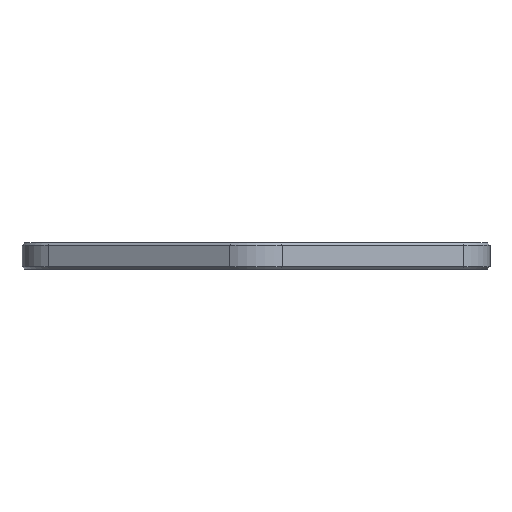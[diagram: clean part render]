
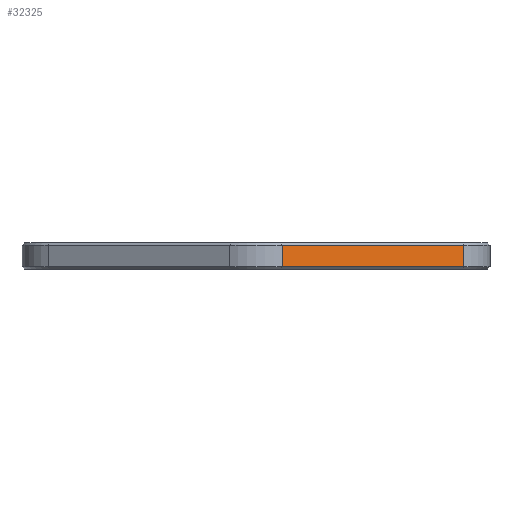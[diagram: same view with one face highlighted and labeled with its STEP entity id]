
A CAD part, front view. The second image highlights one B-rep face of the part: STEP entity #32325.
In plain terms, the highlighted planar face has unit normal (0.5, -0.866, 0).
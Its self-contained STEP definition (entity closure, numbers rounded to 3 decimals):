
#694 = PLANE('',#695);
#695 = AXIS2_PLACEMENT_3D('',#696,#697,#698);
#696 = CARTESIAN_POINT('',(3.05,-30.283,0.15));
#697 = DIRECTION('',(0.354,-0.612,-0.707));
#698 = DIRECTION('',(-0.866,-0.5,0.));
#12565 = VERTEX_POINT('',#12566);
#12566 = CARTESIAN_POINT('',(24.776,-17.913,0.3));
#12602 = CYLINDRICAL_SURFACE('',#12603,6.25);
#12603 = AXIS2_PLACEMENT_3D('',#12604,#12605,#12606);
#12604 = CARTESIAN_POINT('',(21.651,-12.5,0.));
#12605 = DIRECTION('',(-0.,-0.,-1.));
#12606 = DIRECTION('',(1.,0.,0.));
#12675 = VERTEX_POINT('',#12676);
#12676 = CARTESIAN_POINT('',(3.125,-30.413,0.3));
#12697 = EDGE_CURVE('',#12675,#12565,#12698,.T.);
#12698 = SURFACE_CURVE('',#12699,(#12703,#12710),.PCURVE_S1.);
#12699 = LINE('',#12700,#12701);
#12700 = CARTESIAN_POINT('',(3.125,-30.413,0.3));
#12701 = VECTOR('',#12702,1.);
#12702 = DIRECTION('',(0.866,0.5,0.));
#12703 = PCURVE('',#694,#12704);
#12704 = DEFINITIONAL_REPRESENTATION('',(#12705),#12709);
#12705 = LINE('',#12706,#12707);
#12706 = CARTESIAN_POINT('',(0.,-0.212));
#12707 = VECTOR('',#12708,1.);
#12708 = DIRECTION('',(-1.,0.));
#12709 = ( GEOMETRIC_REPRESENTATION_CONTEXT(2) 
PARAMETRIC_REPRESENTATION_CONTEXT() REPRESENTATION_CONTEXT('2D SPACE',''
  ) );
#12710 = PCURVE('',#12711,#12716);
#12711 = PLANE('',#12712);
#12712 = AXIS2_PLACEMENT_3D('',#12713,#12714,#12715);
#12713 = CARTESIAN_POINT('',(3.125,-30.413,0.));
#12714 = DIRECTION('',(-0.5,0.866,0.));
#12715 = DIRECTION('',(0.866,0.5,0.));
#12716 = DEFINITIONAL_REPRESENTATION('',(#12717),#12721);
#12717 = LINE('',#12718,#12719);
#12718 = CARTESIAN_POINT('',(0.,-0.3));
#12719 = VECTOR('',#12720,1.);
#12720 = DIRECTION('',(1.,0.));
#12721 = ( GEOMETRIC_REPRESENTATION_CONTEXT(2) 
PARAMETRIC_REPRESENTATION_CONTEXT() REPRESENTATION_CONTEXT('2D SPACE',''
  ) );
#12820 = CYLINDRICAL_SURFACE('',#12821,6.25);
#12821 = AXIS2_PLACEMENT_3D('',#12822,#12823,#12824);
#12822 = CARTESIAN_POINT('',(0.,-25.,0.));
#12823 = DIRECTION('',(-0.,-0.,-1.));
#12824 = DIRECTION('',(1.,0.,0.));
#32219 = EDGE_CURVE('',#12565,#32220,#32222,.T.);
#32220 = VERTEX_POINT('',#32221);
#32221 = CARTESIAN_POINT('',(24.776,-17.913,2.825));
#32222 = SURFACE_CURVE('',#32223,(#32227,#32234),.PCURVE_S1.);
#32223 = LINE('',#32224,#32225);
#32224 = CARTESIAN_POINT('',(24.776,-17.913,0.));
#32225 = VECTOR('',#32226,1.);
#32226 = DIRECTION('',(0.,0.,1.));
#32227 = PCURVE('',#12602,#32228);
#32228 = DEFINITIONAL_REPRESENTATION('',(#32229),#32233);
#32229 = LINE('',#32230,#32231);
#32230 = CARTESIAN_POINT('',(-5.236,0.));
#32231 = VECTOR('',#32232,1.);
#32232 = DIRECTION('',(-0.,-1.));
#32233 = ( GEOMETRIC_REPRESENTATION_CONTEXT(2) 
PARAMETRIC_REPRESENTATION_CONTEXT() REPRESENTATION_CONTEXT('2D SPACE',''
  ) );
#32234 = PCURVE('',#12711,#32235);
#32235 = DEFINITIONAL_REPRESENTATION('',(#32236),#32240);
#32236 = LINE('',#32237,#32238);
#32237 = CARTESIAN_POINT('',(25.,0.));
#32238 = VECTOR('',#32239,1.);
#32239 = DIRECTION('',(0.,-1.));
#32240 = ( GEOMETRIC_REPRESENTATION_CONTEXT(2) 
PARAMETRIC_REPRESENTATION_CONTEXT() REPRESENTATION_CONTEXT('2D SPACE',''
  ) );
#32325 = ADVANCED_FACE('',(#32326),#12711,.F.);
#32326 = FACE_BOUND('',#32327,.F.);
#32327 = EDGE_LOOP('',(#32328,#32351,#32377,#32378));
#32328 = ORIENTED_EDGE('',*,*,#32329,.T.);
#32329 = EDGE_CURVE('',#12675,#32330,#32332,.T.);
#32330 = VERTEX_POINT('',#32331);
#32331 = CARTESIAN_POINT('',(3.125,-30.413,2.825));
#32332 = SURFACE_CURVE('',#32333,(#32337,#32344),.PCURVE_S1.);
#32333 = LINE('',#32334,#32335);
#32334 = CARTESIAN_POINT('',(3.125,-30.413,0.));
#32335 = VECTOR('',#32336,1.);
#32336 = DIRECTION('',(0.,0.,1.));
#32337 = PCURVE('',#12711,#32338);
#32338 = DEFINITIONAL_REPRESENTATION('',(#32339),#32343);
#32339 = LINE('',#32340,#32341);
#32340 = CARTESIAN_POINT('',(0.,0.));
#32341 = VECTOR('',#32342,1.);
#32342 = DIRECTION('',(0.,-1.));
#32343 = ( GEOMETRIC_REPRESENTATION_CONTEXT(2) 
PARAMETRIC_REPRESENTATION_CONTEXT() REPRESENTATION_CONTEXT('2D SPACE',''
  ) );
#32344 = PCURVE('',#12820,#32345);
#32345 = DEFINITIONAL_REPRESENTATION('',(#32346),#32350);
#32346 = LINE('',#32347,#32348);
#32347 = CARTESIAN_POINT('',(-5.236,0.));
#32348 = VECTOR('',#32349,1.);
#32349 = DIRECTION('',(-0.,-1.));
#32350 = ( GEOMETRIC_REPRESENTATION_CONTEXT(2) 
PARAMETRIC_REPRESENTATION_CONTEXT() REPRESENTATION_CONTEXT('2D SPACE',''
  ) );
#32351 = ORIENTED_EDGE('',*,*,#32352,.T.);
#32352 = EDGE_CURVE('',#32330,#32220,#32353,.T.);
#32353 = SURFACE_CURVE('',#32354,(#32358,#32365),.PCURVE_S1.);
#32354 = LINE('',#32355,#32356);
#32355 = CARTESIAN_POINT('',(3.125,-30.413,2.825));
#32356 = VECTOR('',#32357,1.);
#32357 = DIRECTION('',(0.866,0.5,0.));
#32358 = PCURVE('',#12711,#32359);
#32359 = DEFINITIONAL_REPRESENTATION('',(#32360),#32364);
#32360 = LINE('',#32361,#32362);
#32361 = CARTESIAN_POINT('',(0.,-2.825));
#32362 = VECTOR('',#32363,1.);
#32363 = DIRECTION('',(1.,0.));
#32364 = ( GEOMETRIC_REPRESENTATION_CONTEXT(2) 
PARAMETRIC_REPRESENTATION_CONTEXT() REPRESENTATION_CONTEXT('2D SPACE',''
  ) );
#32365 = PCURVE('',#32366,#32371);
#32366 = PLANE('',#32367);
#32367 = AXIS2_PLACEMENT_3D('',#32368,#32369,#32370);
#32368 = CARTESIAN_POINT('',(3.05,-30.283,2.975));
#32369 = DIRECTION('',(-0.354,0.612,-0.707));
#32370 = DIRECTION('',(-0.866,-0.5,0.));
#32371 = DEFINITIONAL_REPRESENTATION('',(#32372),#32376);
#32372 = LINE('',#32373,#32374);
#32373 = CARTESIAN_POINT('',(0.,-0.212));
#32374 = VECTOR('',#32375,1.);
#32375 = DIRECTION('',(-1.,0.));
#32376 = ( GEOMETRIC_REPRESENTATION_CONTEXT(2) 
PARAMETRIC_REPRESENTATION_CONTEXT() REPRESENTATION_CONTEXT('2D SPACE',''
  ) );
#32377 = ORIENTED_EDGE('',*,*,#32219,.F.);
#32378 = ORIENTED_EDGE('',*,*,#12697,.F.);
